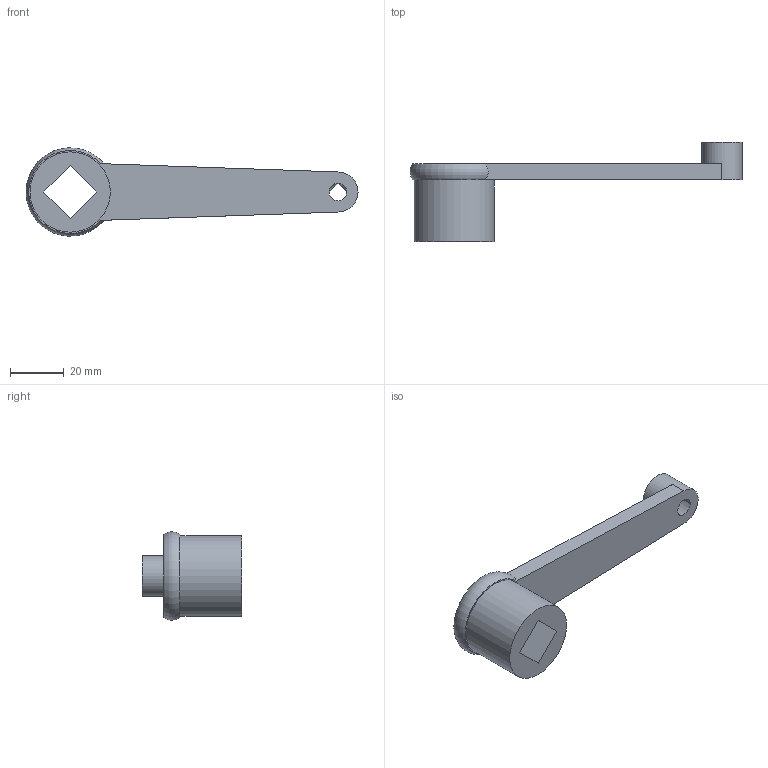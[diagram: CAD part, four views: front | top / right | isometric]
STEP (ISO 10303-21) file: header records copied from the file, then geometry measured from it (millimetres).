
FILE_DESCRIPTION(/* description */ (''),/* implementation_level */ '2;1');
FILE_NAME(/* name */ 'QB_100_N',/* time_stamp */ '2012-11-23T16:43:39+08:00',/* author */ (''),/* organization */ (''),/* preprocessor_version */ 'ST-DEVELOPER v9',/* originating_system */ 'UGS - NX 4.0',/* authorisation */ '');
FILE_SCHEMA (('CONFIG_CONTROL_DESIGN'));
Length unit declared in the file: millimetre
Products named in the file (1): Admi843Bxmwj
Bounding box: 124 x 37 x 32.98 mm (x, y, z)
Volume: 26441.4 mm3; surface area: 10298.6 mm2
Topology: 1 solids, 1 shells, 15 faces, 33 edges, 23 vertices
Faces by surface type: plane 10, cylinder 4, torus 1
Full cylindrical faces by diameter (mm): 6.6 x2, 15 x1, 30 x1
Entity records: 521 total; most frequent: CARTESIAN_POINT 89, DIRECTION 68, ORIENTED_EDGE 66, EDGE_CURVE 33, VERTEX_POINT 26, AXIS2_PLACEMENT_3D 25, EDGE_LOOP 23, LINE 18
